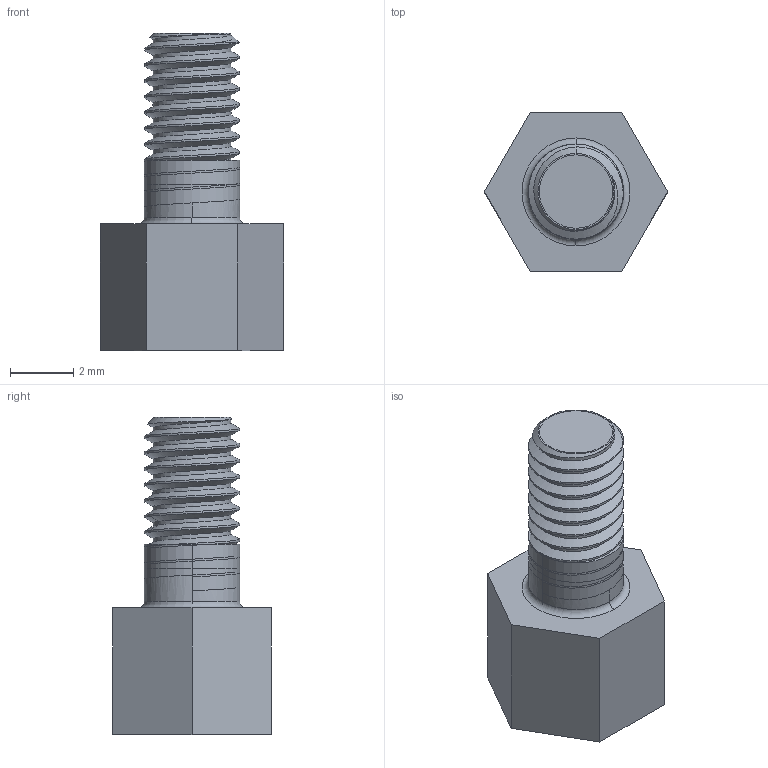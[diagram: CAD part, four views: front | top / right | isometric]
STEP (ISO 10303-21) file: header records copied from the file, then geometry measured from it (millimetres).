
FILE_DESCRIPTION((''),'2;1');
FILE_NAME('R30-300','2012-06-15T',('wbourne'),(''),'PRO/ENGINEER BY PARAMETRIC TECHNOLOGY CORPORATION, 2011490','PRO/ENGINEER BY PARAMETRIC TECHNOLOGY CORPORATION, 2011490','');
FILE_SCHEMA(('CONFIG_CONTROL_DESIGN','SHAPE_APPEARANCE_LAYERS_GROUPS'));
Length unit declared in the file: millimetre
Products named in the file (1): R30-300
Bounding box: 5.77 x 5 x 10 mm (x, y, z)
Volume: 101.8 mm3; surface area: 327.1 mm2
Topology: 1 solids, 3 shells, 69 faces, 184 edges, 119 vertices
Faces by surface type: cylinder 33, bspline 15, plane 13, cone 6, torus 2
Entity records: 7341 total; most frequent: CARTESIAN_POINT 5189, ORIENTED_EDGE 356, DIRECTION 242, PRESENTATION_STYLE_ASSIGNMENT 185, STYLED_ITEM 185, CURVE_STYLE 182, EDGE_CURVE 182, VERTEX_POINT 119
